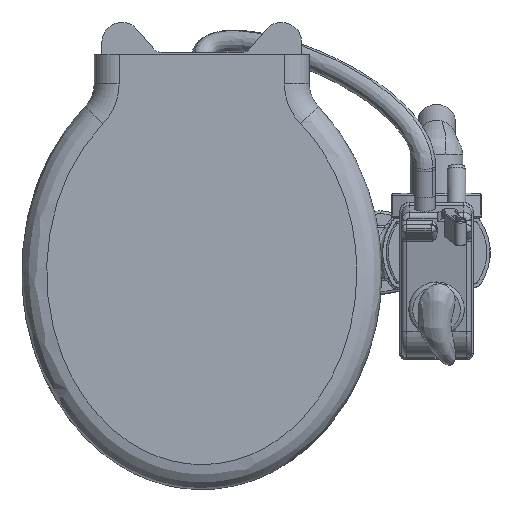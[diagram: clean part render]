
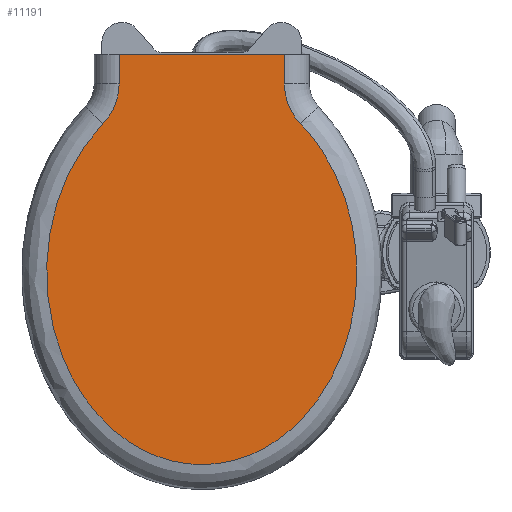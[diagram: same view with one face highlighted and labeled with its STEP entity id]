
A CAD part, top view. The second image highlights one B-rep face of the part: STEP entity #11191.
In plain terms, the highlighted planar face has unit normal (0, 0, 1).
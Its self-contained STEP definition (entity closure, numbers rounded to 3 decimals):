
#2687=DIRECTION('',(0.,1.,0.));
#2688=VECTOR('',#2687,29.45);
#2689=CARTESIAN_POINT('',(82.752,168.302,270.));
#2690=LINE('',#2689,#2688);
#2721=DIRECTION('',(0.,-1.,0.));
#2722=VECTOR('',#2721,29.45);
#2723=CARTESIAN_POINT('',(-82.752,197.752,270.));
#2724=LINE('',#2723,#2722);
#2729=DIRECTION('',(-1.,0.,0.));
#2730=VECTOR('',#2729,165.505);
#2731=CARTESIAN_POINT('',(82.752,197.752,270.));
#2732=LINE('',#2731,#2730);
#2733=CARTESIAN_POINT('',(140.,168.302,270.));
#2734=DIRECTION('',(0.,0.,-1.));
#2735=DIRECTION('',(-0.717,-0.697,0.));
#2736=AXIS2_PLACEMENT_3D('',#2733,#2734,#2735);
#2738=CARTESIAN_POINT('',(-98.956,128.394,270.));
#2739=CARTESIAN_POINT('',(-106.315,120.825,270.));
#2740=CARTESIAN_POINT('',(-122.573,100.672,270.));
#2741=CARTESIAN_POINT('',(-143.117,60.64,270.));
#2742=CARTESIAN_POINT('',(-156.103,7.307,270.));
#2743=CARTESIAN_POINT('',(-155.649,-53.017,
270.));
#2744=CARTESIAN_POINT('',(-141.745,-103.712,
270.));
#2745=CARTESIAN_POINT('',(-121.635,-141.39,
270.));
#2746=CARTESIAN_POINT('',(-99.06,-170.328,
270.));
#2747=CARTESIAN_POINT('',(-71.015,-193.229,
270.));
#2748=CARTESIAN_POINT('',(-38.823,-207.942,
270.));
#2749=CARTESIAN_POINT('',(-7.904,-213.804,
270.));
#2750=CARTESIAN_POINT('',(20.788,-212.015,270.));
#2751=CARTESIAN_POINT('',(46.103,-204.783,270.));
#2752=CARTESIAN_POINT('',(73.117,-191.509,270.));
#2753=CARTESIAN_POINT('',(102.784,-167.293,270.));
#2754=CARTESIAN_POINT('',(130.153,-129.058,270.));
#2755=CARTESIAN_POINT('',(149.769,-80.075,270.));
#2756=CARTESIAN_POINT('',(157.766,-23.493,270.));
#2757=CARTESIAN_POINT('',(152.107,27.094,270.));
#2758=CARTESIAN_POINT('',(139.823,65.612,270.));
#2759=CARTESIAN_POINT('',(127.637,90.795,270.));
#2760=CARTESIAN_POINT('',(115.869,108.599,270.));
#2761=CARTESIAN_POINT('',(107.691,118.806,270.));
#2762=CARTESIAN_POINT('',(103.502,123.554,270.));
#2763=CARTESIAN_POINT('',(101.216,126.031,270.));
#2764=CARTESIAN_POINT('',(99.945,127.37,270.));
#2765=CARTESIAN_POINT('',(99.186,128.157,270.));
#2766=CARTESIAN_POINT('',(98.956,128.394,270.));
#2768=CARTESIAN_POINT('',(-140.,168.302,270.));
#2769=DIRECTION('',(0.,0.,-1.));
#2770=DIRECTION('',(1.,0.,0.));
#2771=AXIS2_PLACEMENT_3D('',#2768,#2769,#2770);
#4865=CARTESIAN_POINT('',(-82.752,197.752,270.));
#4866=VERTEX_POINT('',#4865);
#4867=CARTESIAN_POINT('',(82.752,197.752,270.));
#4868=VERTEX_POINT('',#4867);
#4885=CARTESIAN_POINT('',(-82.752,168.302,270.));
#4887=VERTEX_POINT('',#4885);
#4891=CARTESIAN_POINT('',(-98.956,128.394,270.));
#4892=VERTEX_POINT('',#4891);
#4894=CARTESIAN_POINT('',(98.956,128.394,270.));
#4895=VERTEX_POINT('',#4894);
#4898=CARTESIAN_POINT('',(82.752,168.302,270.));
#4899=VERTEX_POINT('',#4898);
#11178=CARTESIAN_POINT('',(0.,0.,270.));
#11179=DIRECTION('',(0.,0.,1.));
#11180=DIRECTION('',(1.,0.,0.));
#11181=AXIS2_PLACEMENT_3D('',#11178,#11179,#11180);
#11182=PLANE('',#11181);
#11183=ORIENTED_EDGE('',*,*,#11170,.F.);
#11184=ORIENTED_EDGE('',*,*,#10839,.F.);
#11185=ORIENTED_EDGE('',*,*,#10915,.F.);
#11186=ORIENTED_EDGE('',*,*,#10928,.F.);
#11187=ORIENTED_EDGE('',*,*,#11142,.F.);
#11188=ORIENTED_EDGE('',*,*,#11157,.F.);
#11189=EDGE_LOOP('',(#11183,#11184,#11185,#11186,#11187,#11188));
#11190=FACE_OUTER_BOUND('',#11189,.F.);
#11191=ADVANCED_FACE('',(#11190),#11182,.T.);
#2737=CIRCLE('',#2736,57.248);
#2767=B_SPLINE_CURVE_WITH_KNOTS('',3,(#2738,#2739,#2740,#2741,#2742,#2743,#2744,
#2745,#2746,#2747,#2748,#2749,#2750,#2751,#2752,#2753,#2754,#2755,#2756,#2757,
#2758,#2759,#2760,#2761,#2762,#2763,#2764,#2765,#2766),.UNSPECIFIED.,.F.,.F.,(4,
1,1,1,1,1,1,1,1,1,1,1,1,1,1,1,1,1,1,1,1,1,1,1,1,1,4),(0.,0.037,
0.089,0.151,0.218,0.286,
0.324,0.362,0.413,0.451,
0.49,0.529,0.558,0.587,
0.638,0.693,0.748,0.814,
0.88,0.914,0.948,0.974,
0.987,0.994,0.996,0.999,1.),
.UNSPECIFIED.);
#2772=CIRCLE('',#2771,57.248);
#10839=EDGE_CURVE('',#4868,#4866,#2732,.T.);
#10915=EDGE_CURVE('',#4899,#4868,#2690,.T.);
#10928=EDGE_CURVE('',#4895,#4899,#2737,.T.);
#11142=EDGE_CURVE('',#4892,#4895,#2767,.T.);
#11157=EDGE_CURVE('',#4887,#4892,#2772,.T.);
#11170=EDGE_CURVE('',#4866,#4887,#2724,.T.);
